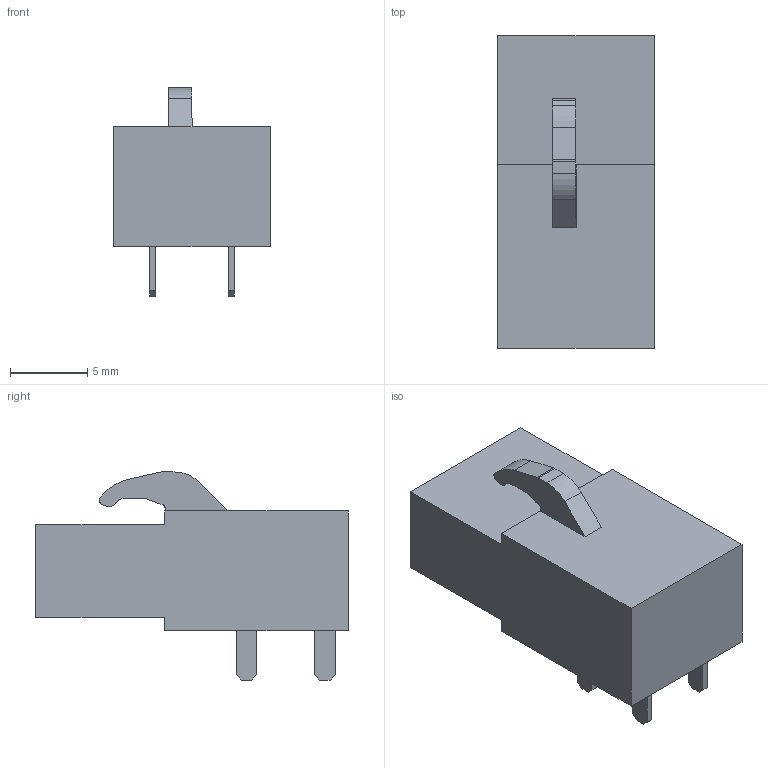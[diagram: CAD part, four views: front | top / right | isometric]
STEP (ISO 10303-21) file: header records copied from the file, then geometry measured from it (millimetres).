
FILE_DESCRIPTION(('CATIA V5 STEP Exchange','CAx-IF Rec.Pracs.--- Model Styling and Organization---1.4--- 2014-01-23'),'2;1');
FILE_NAME ('D1489774_0', '2021-06-15T10:18:01+00:00', ('none'), ('Weidmueller'), 'CATIA Version 5-6 Release 2016 SP3 HF44', 'CATIA V5 STEP AP214', 'none');
FILE_SCHEMA(('AUTOMOTIVE_DESIGN { 1 0 10303 214 1 1 1 1 }'));
Length unit declared in the file: millimetre
Products named in the file (1): 1067850000
Bounding box: 10.16 x 20.25 x 13.48 mm (x, y, z)
Volume: 1444.2 mm3; surface area: 980.1 mm2
Topology: 5 solids, 5 shells, 86 faces, 207 edges, 138 vertices
Faces by surface type: plane 75, cylinder 7, cone 4
Entity records: 2619 total; most frequent: CARTESIAN_POINT 528, ORIENTED_EDGE 414, DIRECTION 353, EDGE_CURVE 207, VECTOR 185, LINE 185, VERTEX_POINT 138, EDGE_LOOP 93
